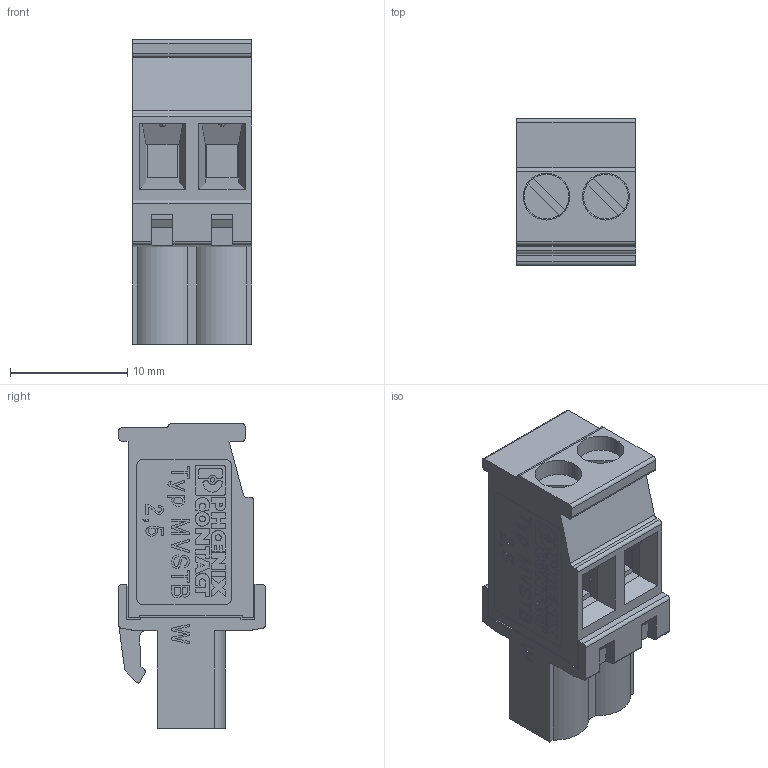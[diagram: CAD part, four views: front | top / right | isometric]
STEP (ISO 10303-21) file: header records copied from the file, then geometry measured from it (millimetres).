
FILE_DESCRIPTION(('STEP AP214'),'1');
FILE_NAME('cctmp_2170DE77-94F4-45EF-ACD5-AF2927CF36AD_2023_01_30_09_59_32_0823_3400..stp','2023-01-30T09:59:33',('PHOENIX CONTACT Deutschland GmbH'),('CADClick - www.CADClick.com'),'Spatial InterOp 3D',' ','unknown authorization');
FILE_SCHEMA(('AUTOMOTIVE_DESIGN'));
Length unit declared in the file: millimetre
Products named in the file (8): 2023_01_30_09_59_32_0462; 2023_01_30_09_59_32_0823; 2023_01_30_09_59_32_0807; 2023_01_30_09_59_32_0792; 2023_01_30_09_59_32_0776; 2023_01_30_09_59_32_0761; 2023_01_30_09_59_32_0745; 2023_01_30_09_59_32_0697
Assembly tree (7 placements, depth 2):
  2023_01_30_09_59_32_0462
    2023_01_30_09_59_32_0823
    2023_01_30_09_59_32_0807
    2023_01_30_09_59_32_0792
    2023_01_30_09_59_32_0776
    2023_01_30_09_59_32_0761
    2023_01_30_09_59_32_0745
    2023_01_30_09_59_32_0697
Bounding box: 10.25 x 12.52 x 26.03 mm (x, y, z)
Volume: 2012.8 mm3; surface area: 2661 mm2
Topology: 7 solids, 7 shells, 848 faces, 2354 edges, 1562 vertices
Faces by surface type: plane 733, cylinder 72, extrusion 33, sphere 6, cone 4
Entity records: 34955 total; most frequent: CARTESIAN_POINT 6145, ORIENTED_EDGE 4700, DIRECTION 4152, EDGE_CURVE 2350, VECTOR 2124, LINE 2091, VERTEX_POINT 1562, AXIS2_PLACEMENT_3D 1014
